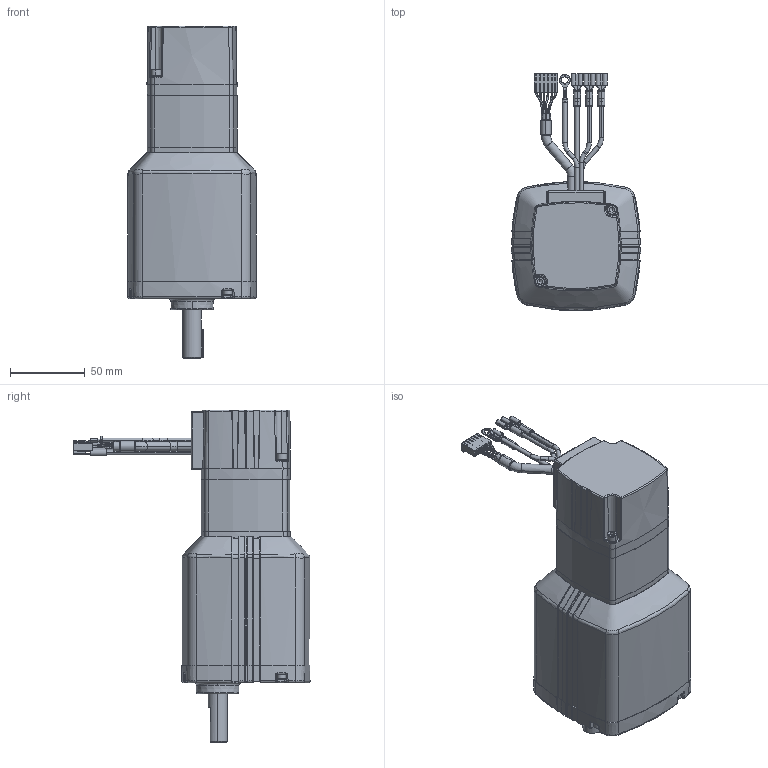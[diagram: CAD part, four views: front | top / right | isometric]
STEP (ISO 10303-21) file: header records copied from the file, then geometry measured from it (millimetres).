
FILE_DESCRIPTION (( 'STEP AP203' ), '1' );
FILE_NAME ('INFM0228.STEP', '2018-05-30T03:07:04', ( '' ), ( '' ), 'SwSTEP 2.0', 'SolidWorks 2017', '' );
FILE_SCHEMA (( 'CONFIG_CONTROL_DESIGN' ));
Length unit declared in the file: inch
Products named in the file (12): 51600012_51600012; 328AZ078_328AZ078; 54100152_54100152; 491az003_491AZ003; 57300034_57300034; 342AZ017_342AZ017; INFM0228; 332AZ017_332AZ017; 238AZ001_238AZ001; 54612475_54612475; 118AZ009_118AZ009; 54100145_54100145
Assembly tree (16 placements, depth 2):
  INFM0228
    328AZ078_328AZ078
    491az003_491AZ003
    342AZ017_342AZ017
    332AZ017_332AZ017
    238AZ001_238AZ001
    54612475_54612475
    118AZ009_118AZ009
    54100145_54100145  x4
    51600012_51600012  x2
    54100152_54100152  x2
    57300034_57300034
Bounding box: 86.5 x 158.25 x 222.28 mm (x, y, z)
Volume: 958174.2 mm3; surface area: 106628.6 mm2
Topology: 34 solids, 34 shells, 2029 faces, 5064 edges, 3112 vertices
Faces by surface type: plane 720, cylinder 566, bspline 420, cone 135, torus 132, sphere 56
Entity records: 73103 total; most frequent: CARTESIAN_POINT 29149, ORIENTED_EDGE 9510, DIRECTION 8106, EDGE_CURVE 4755, AXIS2_PLACEMENT_3D 3038, VERTEX_POINT 2946, LINE 2030, VECTOR 2030
